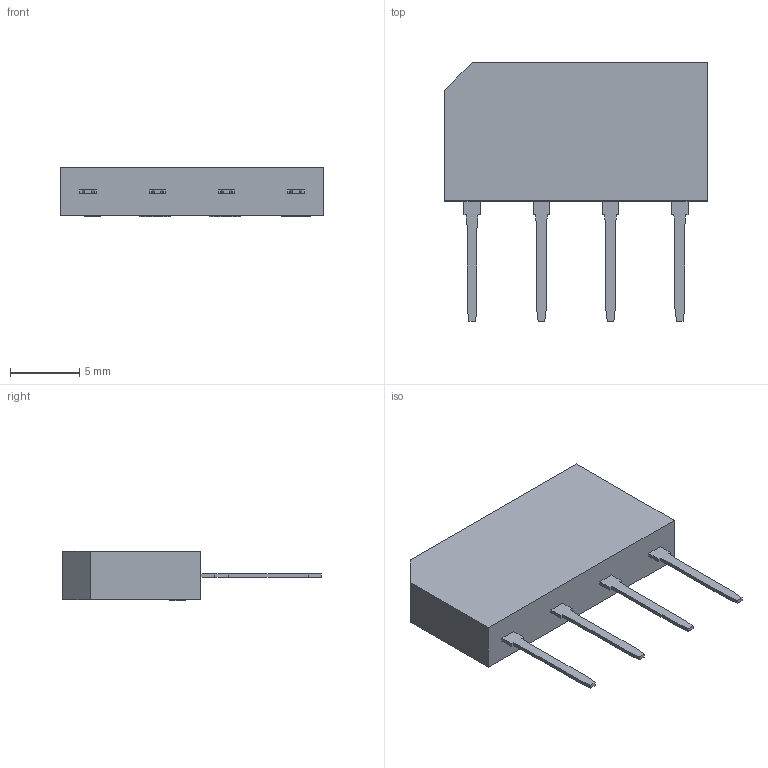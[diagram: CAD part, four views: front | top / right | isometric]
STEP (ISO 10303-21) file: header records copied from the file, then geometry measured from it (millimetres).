
FILE_DESCRIPTION(/* description */ (''),/* implementation_level */ '2;1');
FILE_NAME(/* name */ 'P29-.stp',/* time_stamp */ '2020-07-16T08:58:56+02:00',/* author */ (''),/* organization */ (''),/* preprocessor_version */ 'ST-DEVELOPER v14',/* originating_system */ 'SIEMENS PLM Software NX 8.0',/* authorisation */ '');
FILE_SCHEMA (('AUTOMOTIVE_DESIGN { 1 0 10303 214 3 1 1 1 }'));
Length unit declared in the file: millimetre
Products named in the file (1): beschriftung029003-03818_body
Bounding box: 19 x 18.7 x 3.55 mm (x, y, z)
Volume: 664.7 mm3; surface area: 652.1 mm2
Topology: 9 solids, 9 shells, 99 faces, 247 edges, 166 vertices
Faces by surface type: plane 91, extrusion 8
Entity records: 3446 total; most frequent: CARTESIAN_POINT 955, ORIENTED_EDGE 486, DIRECTION 379, EDGE_CURVE 243, VECTOR 195, LINE 187, VERTEX_POINT 162, ADVANCED_FACE 99
